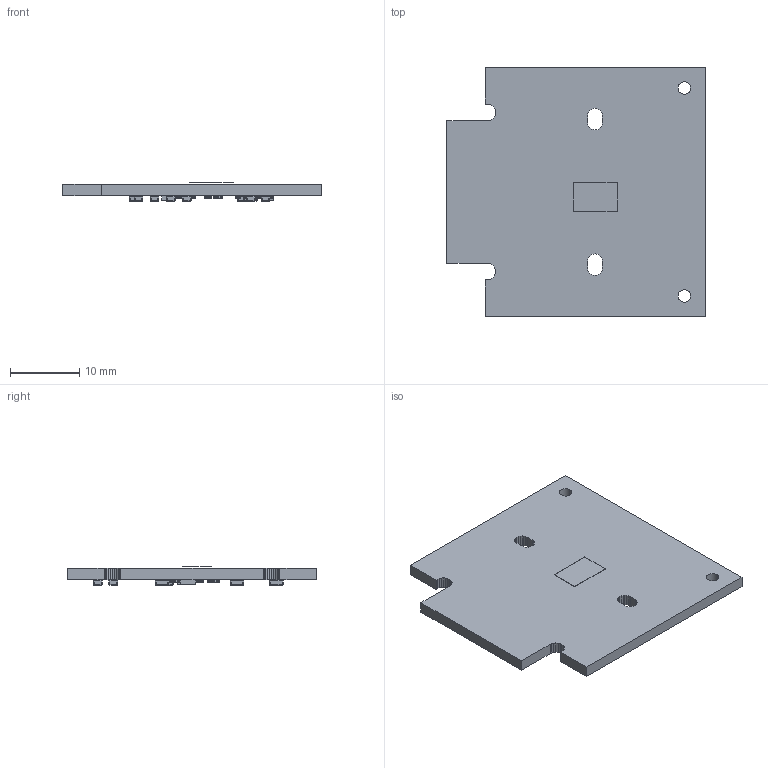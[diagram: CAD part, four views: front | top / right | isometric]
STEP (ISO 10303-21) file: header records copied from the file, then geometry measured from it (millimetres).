
FILE_DESCRIPTION (( 'STEP AP214' ), '1' );
FILE_NAME ('P100 404_epc635-001 Card Edge Connector Carrier.STEP', '2018-03-29T16:05:36', ( '' ), ( '' ), 'SwSTEP 2.0', 'SolidWorks 2017', '' );
FILE_SCHEMA (( 'AUTOMOTIVE_DESIGN' ));
Length unit declared in the file: millimetre
Products named in the file (1): P100 404_epc635-001 Card Edge Connector Carrier
Bounding box: 37.25 x 36 x 2.7 mm (x, y, z)
Volume: 2085 mm3; surface area: 2983.4 mm2
Topology: 32 solids, 32 shells, 1936 faces, 4814 edges, 2880 vertices
Faces by surface type: bspline 1088, plane 550, cylinder 298
Entity records: 125639 total; most frequent: CARTESIAN_POINT 65903, ORIENTED_EDGE 9244, DIRECTION 5124, EDGE_CURVE 4622, VERTEX_POINT 2880, VECTOR 2234, LINE 2234, EDGE_LOOP 2074
